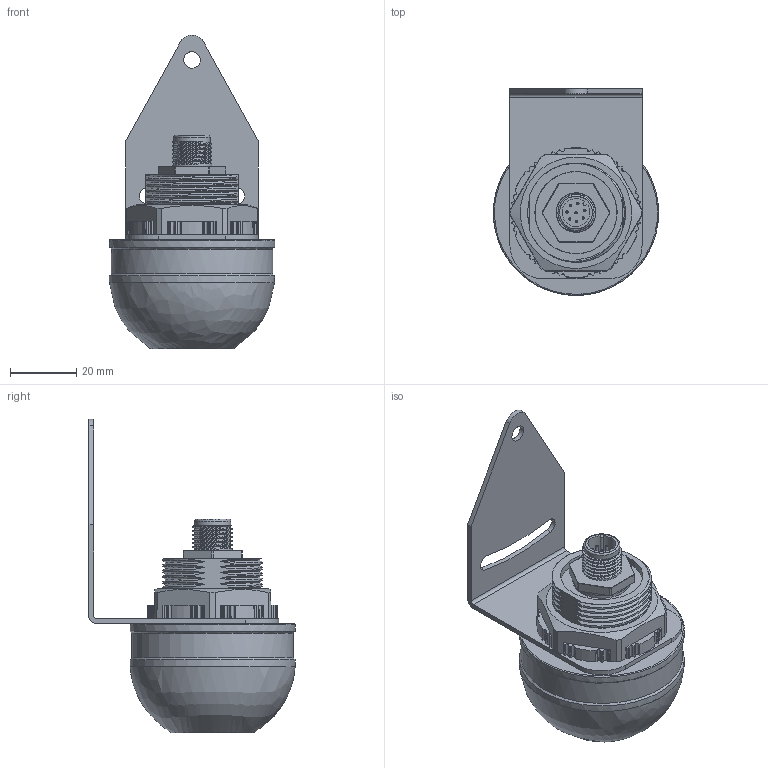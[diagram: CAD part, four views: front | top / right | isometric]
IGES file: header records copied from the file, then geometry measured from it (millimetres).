
Global section: file name: 214545 SBP-FK-R50D-1TPNS-B8; native system: Autodesk Inventor 2025; preprocessor: unknown; author: sa; organization: di-soric GmbH & Co. KG; date: 20250114.091904; units: millimetre
Bounding box: 50.03 x 62.51 x 95.05 mm (x, y, z)
Volume: 85208.1 mm3; surface area: 28161.2 mm2
Topology: 6 solids, 6 shells, 396 faces, 1093 edges, 726 vertices
Faces by surface type: bspline 396
